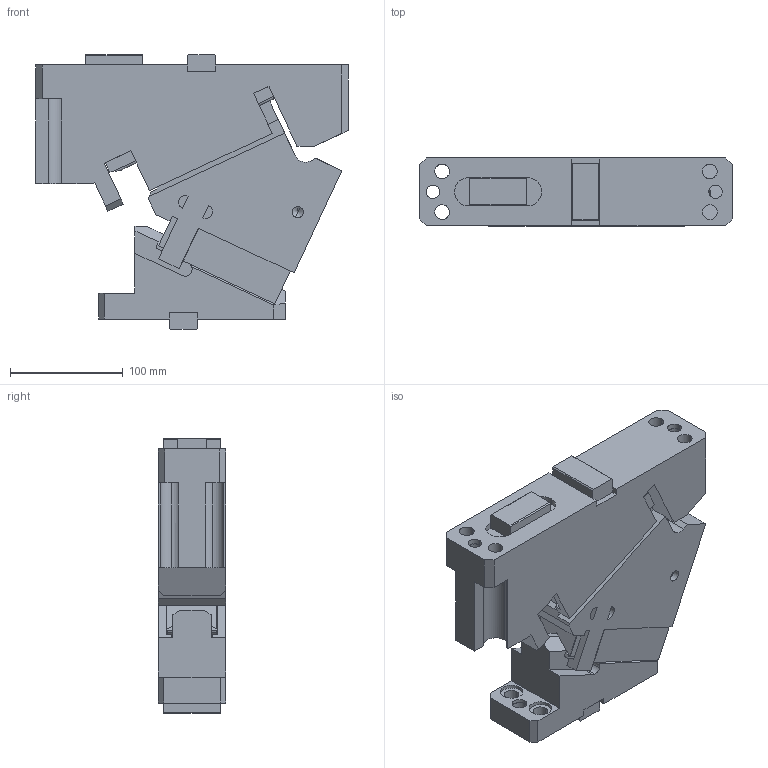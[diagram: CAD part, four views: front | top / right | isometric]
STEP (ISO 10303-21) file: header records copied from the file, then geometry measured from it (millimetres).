
FILE_DESCRIPTION(('CATIA V5 STEP Exchange'),'2;1');
FILE_NAME('CACV_60_25.stp','2015-04-24T14:08:43+00:00',('none'),('none'),'CATIA Version 5 Release 19 SP 2 (IN-10)','CATIA V5 STEP AP203','none');
FILE_SCHEMA(('CONFIG_CONTROL_DESIGN'));
Length unit declared in the file: millimetre
Products named in the file (1): CACV_60_25
Bounding box: 277 x 60 x 243 mm (x, y, z)
Volume: 2480497.5 mm3; surface area: 272844.1 mm2
Topology: 3 solids, 4 shells, 330 faces, 894 edges, 586 vertices
Faces by surface type: plane 226, cylinder 98, cone 6
Entity records: 11239 total; most frequent: CARTESIAN_POINT 3146, ORIENTED_EDGE 1776, DIRECTION 1413, EDGE_CURVE 888, VECTOR 676, LINE 676, VERTEX_POINT 586, AXIS2_PLACEMENT_3D 434
